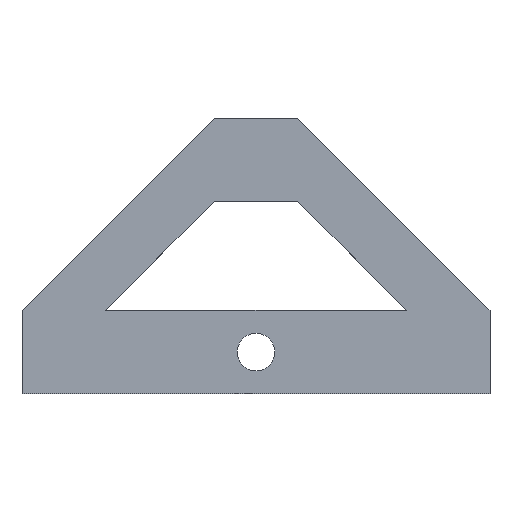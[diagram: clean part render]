
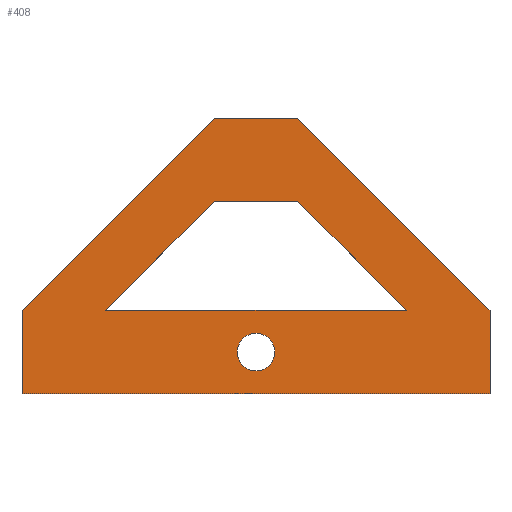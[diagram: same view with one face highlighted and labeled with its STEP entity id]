
A CAD part, top view. The second image highlights one B-rep face of the part: STEP entity #408.
In plain terms, the highlighted planar face has unit normal (0, 0, 1).
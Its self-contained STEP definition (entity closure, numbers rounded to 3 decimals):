
#23=FACE_BOUND('',#100,.T.);
#24=FACE_BOUND('',#101,.T.);
#41=PLANE('',#461);
#66=FACE_OUTER_BOUND('',#99,.T.);
#99=EDGE_LOOP('',(#366,#367,#368,#369,#370,#371));
#100=EDGE_LOOP('',(#372));
#101=EDGE_LOOP('',(#373,#374,#375,#376));
#113=LINE('',#634,#150);
#116=LINE('',#640,#153);
#119=LINE('',#646,#156);
#121=LINE('',#649,#158);
#129=LINE('',#669,#166);
#131=LINE('',#673,#168);
#133=LINE('',#677,#170);
#135=LINE('',#681,#172);
#137=LINE('',#685,#174);
#139=LINE('',#688,#176);
#150=VECTOR('',#525,10.);
#153=VECTOR('',#530,10.);
#156=VECTOR('',#535,10.);
#158=VECTOR('',#539,10.);
#166=VECTOR('',#555,10.);
#168=VECTOR('',#559,10.);
#170=VECTOR('',#563,10.);
#172=VECTOR('',#567,10.);
#174=VECTOR('',#571,10.);
#176=VECTOR('',#575,10.);
#178=CIRCLE('',#426,4.5);
#192=VERTEX_POINT('',#584);
#205=VERTEX_POINT('',#627);
#208=VERTEX_POINT('',#632);
#210=VERTEX_POINT('',#638);
#212=VERTEX_POINT('',#644);
#219=VERTEX_POINT('',#666);
#220=VERTEX_POINT('',#668);
#221=VERTEX_POINT('',#672);
#222=VERTEX_POINT('',#676);
#223=VERTEX_POINT('',#680);
#224=VERTEX_POINT('',#684);
#227=EDGE_CURVE('',#192,#192,#178,.T.);
#249=EDGE_CURVE('',#205,#208,#113,.T.);
#252=EDGE_CURVE('',#208,#210,#116,.T.);
#255=EDGE_CURVE('',#210,#212,#119,.T.);
#257=EDGE_CURVE('',#212,#205,#121,.T.);
#265=EDGE_CURVE('',#220,#219,#129,.T.);
#267=EDGE_CURVE('',#221,#220,#131,.T.);
#269=EDGE_CURVE('',#222,#221,#133,.T.);
#271=EDGE_CURVE('',#223,#222,#135,.T.);
#273=EDGE_CURVE('',#224,#223,#137,.T.);
#275=EDGE_CURVE('',#219,#224,#139,.T.);
#366=ORIENTED_EDGE('',*,*,#275,.T.);
#367=ORIENTED_EDGE('',*,*,#273,.T.);
#368=ORIENTED_EDGE('',*,*,#271,.T.);
#369=ORIENTED_EDGE('',*,*,#269,.T.);
#370=ORIENTED_EDGE('',*,*,#267,.T.);
#371=ORIENTED_EDGE('',*,*,#265,.T.);
#372=ORIENTED_EDGE('',*,*,#227,.T.);
#373=ORIENTED_EDGE('',*,*,#249,.T.);
#374=ORIENTED_EDGE('',*,*,#252,.T.);
#375=ORIENTED_EDGE('',*,*,#255,.T.);
#376=ORIENTED_EDGE('',*,*,#257,.T.);
#408=ADVANCED_FACE('',(#66,#23,#24),#41,.T.);
#426=AXIS2_PLACEMENT_3D('',#586,#470,#471);
#461=AXIS2_PLACEMENT_3D('',#689,#576,#577);
#470=DIRECTION('center_axis',(0.,0.,-1.));
#471=DIRECTION('ref_axis',(-1.,0.,0.));
#525=DIRECTION('',(1.,0.,0.));
#530=DIRECTION('',(0.707,-0.707,0.));
#535=DIRECTION('',(-1.,0.,0.));
#539=DIRECTION('',(0.707,0.707,0.));
#555=DIRECTION('',(-1.,0.,0.));
#559=DIRECTION('',(-0.707,0.707,0.));
#563=DIRECTION('',(0.,1.,0.));
#567=DIRECTION('',(1.,0.,0.));
#571=DIRECTION('',(0.,-1.,0.));
#575=DIRECTION('',(-0.707,-0.707,0.));
#576=DIRECTION('center_axis',(0.,0.,1.));
#577=DIRECTION('ref_axis',(1.,0.,0.));
#584=CARTESIAN_POINT('',(25.5,51.,203.08));
#586=CARTESIAN_POINT('Origin',(21.,51.,203.08));
#627=CARTESIAN_POINT('',(11.,87.,203.08));
#632=CARTESIAN_POINT('',(31.,87.,203.08));
#634=CARTESIAN_POINT('',(26.,87.,203.08));
#638=CARTESIAN_POINT('',(57.,61.,203.08));
#640=CARTESIAN_POINT('',(44.75,73.25,203.08));
#644=CARTESIAN_POINT('',(-15.,61.,203.08));
#646=CARTESIAN_POINT('',(3.,61.,203.08));
#649=CARTESIAN_POINT('',(10.25,86.25,203.08));
#666=CARTESIAN_POINT('',(11.,107.,203.08));
#668=CARTESIAN_POINT('',(31.,107.,203.08));
#669=CARTESIAN_POINT('',(11.,107.,203.08));
#672=CARTESIAN_POINT('',(77.,61.,203.08));
#673=CARTESIAN_POINT('',(31.,107.,203.08));
#676=CARTESIAN_POINT('',(77.,41.,203.08));
#677=CARTESIAN_POINT('',(77.,61.,203.08));
#680=CARTESIAN_POINT('',(-35.,41.,203.08));
#681=CARTESIAN_POINT('',(77.,41.,203.08));
#684=CARTESIAN_POINT('',(-35.,61.,203.08));
#685=CARTESIAN_POINT('',(-35.,41.,203.08));
#688=CARTESIAN_POINT('',(11.,107.,203.08));
#689=CARTESIAN_POINT('Origin',(21.,74.,203.08));
